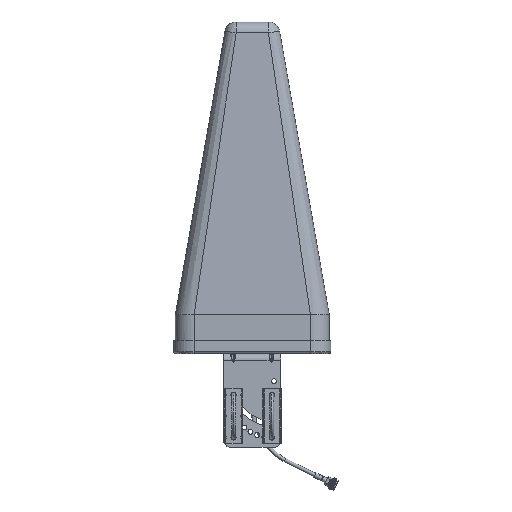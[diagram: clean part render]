
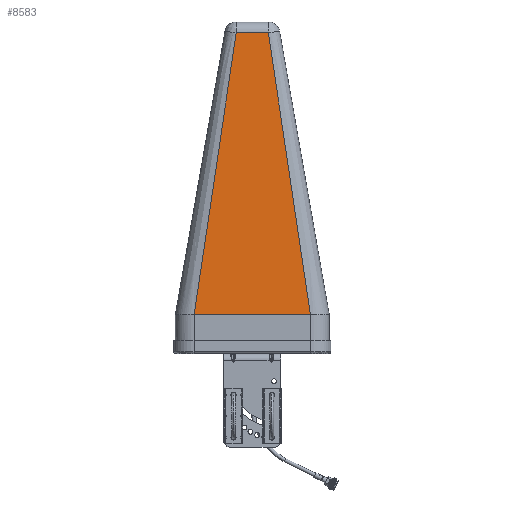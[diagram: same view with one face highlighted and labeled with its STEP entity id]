
A CAD part, top view. The second image highlights one B-rep face of the part: STEP entity #8583.
In plain terms, the highlighted planar face has unit normal (0, 0.036, 0.999).
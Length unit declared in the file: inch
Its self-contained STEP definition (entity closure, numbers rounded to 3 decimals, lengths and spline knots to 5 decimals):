
#861 = DIRECTION ( 'NONE',  ( -0.148, 0.988, -0.035 ) ) ;
#1725 = CARTESIAN_POINT ( 'NONE',  ( -0.84291, 16.75347, 0.65036 ) ) ;
#3211 = EDGE_CURVE ( 'NONE', #55653, #15005, #31166, .T. ) ;
#3367 = CARTESIAN_POINT ( 'NONE',  ( -0.84291, 16.75347, 0.65036 ) ) ;
#6691 = ORIENTED_EDGE ( 'NONE', *, *, #14291, .T. ) ;
#8583 = ADVANCED_FACE ( 'NONE', ( #40988 ), #45830, .T. ) ;
#9420 = EDGE_CURVE ( 'NONE', #15005, #30761, #48420, .T. ) ;
#11896 = LINE ( 'NONE', #28073, #46068 ) ;
#14291 = EDGE_CURVE ( 'NONE', #18660, #55653, #11896, .T. ) ;
#14780 = CARTESIAN_POINT ( 'NONE',  ( 0., 9.64567, 0.90551 ) ) ;
#15005 = VERTEX_POINT ( 'NONE', #25745 ) ;
#18660 = VERTEX_POINT ( 'NONE', #55796 ) ;
#21017 = ORIENTED_EDGE ( 'NONE', *, *, #63415, .T. ) ;
#24794 = AXIS2_PLACEMENT_3D ( 'NONE', #14780, #46532, #36481 ) ;
#24977 = VECTOR ( 'NONE', #59009, 39.37008 ) ;
#25745 = CARTESIAN_POINT ( 'NONE',  ( 0.84291, 16.75347, 0.65036 ) ) ;
#28073 = CARTESIAN_POINT ( 'NONE',  ( 0., 1.9685, 1.1811 ) ) ;
#28089 = VECTOR ( 'NONE', #31128, 39.37008 ) ;
#30761 = VERTEX_POINT ( 'NONE', #3367 ) ;
#31128 = DIRECTION ( 'NONE',  ( -1., 0., 0. ) ) ;
#31166 = LINE ( 'NONE', #36681, #52548 ) ;
#34832 = ORIENTED_EDGE ( 'NONE', *, *, #3211, .T. ) ;
#36481 = DIRECTION ( 'NONE',  ( 0., -0.999, 0.036 ) ) ;
#36681 = CARTESIAN_POINT ( 'NONE',  ( 3.05118, 1.9685, 1.1811 ) ) ;
#37239 = LINE ( 'NONE', #1725, #24977 ) ;
#37405 = DIRECTION ( 'NONE',  ( 1., 0., 0. ) ) ;
#40307 = CARTESIAN_POINT ( 'NONE',  ( 3.05118, 1.9685, 1.1811 ) ) ;
#40988 = FACE_OUTER_BOUND ( 'NONE', #45361, .T. ) ;
#45361 = EDGE_LOOP ( 'NONE', ( #34832, #64628, #21017, #6691 ) ) ;
#45830 = PLANE ( 'NONE',  #24794 ) ;
#46068 = VECTOR ( 'NONE', #37405, 39.37008 ) ;
#46532 = DIRECTION ( 'NONE',  ( 0., 0.036, 0.999 ) ) ;
#48420 = LINE ( 'NONE', #57416, #28089 ) ;
#52548 = VECTOR ( 'NONE', #861, 39.37008 ) ;
#55653 = VERTEX_POINT ( 'NONE', #40307 ) ;
#55796 = CARTESIAN_POINT ( 'NONE',  ( -3.05118, 1.9685, 1.1811 ) ) ;
#57416 = CARTESIAN_POINT ( 'NONE',  ( 0., 16.75347, 0.65036 ) ) ;
#59009 = DIRECTION ( 'NONE',  ( -0.148, -0.988, 0.035 ) ) ;
#63415 = EDGE_CURVE ( 'NONE', #30761, #18660, #37239, .T. ) ;
#64628 = ORIENTED_EDGE ( 'NONE', *, *, #9420, .T. ) ;
